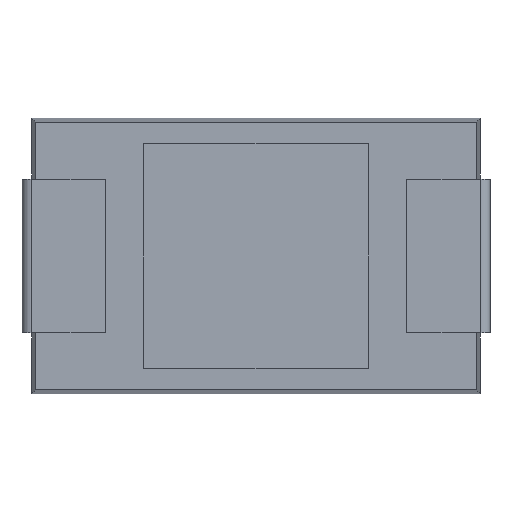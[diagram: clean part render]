
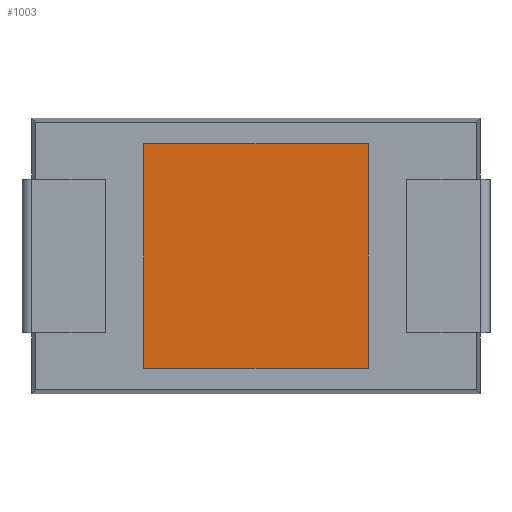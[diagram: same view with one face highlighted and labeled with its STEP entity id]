
A CAD part, front view. The second image highlights one B-rep face of the part: STEP entity #1003.
In plain terms, the highlighted planar face has unit normal (0, -1, 0).
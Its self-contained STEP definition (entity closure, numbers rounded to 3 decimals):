
#14 = CARTESIAN_POINT ( 'NONE',  ( -1.75, 0., -1.75 ) ) ;
#30 = LINE ( 'NONE', #382, #1710 ) ;
#175 = EDGE_CURVE ( 'NONE', #790, #1397, #569, .T. ) ;
#191 = FACE_OUTER_BOUND ( 'NONE', #1690, .T. ) ;
#218 = CARTESIAN_POINT ( 'NONE',  ( 1.75, 0., 1.75 ) ) ;
#226 = CARTESIAN_POINT ( 'NONE',  ( -1.75, 0., 1.75 ) ) ;
#271 = VECTOR ( 'NONE', #468, 1000. ) ;
#278 = LINE ( 'NONE', #977, #2186 ) ;
#279 = ORIENTED_EDGE ( 'NONE', *, *, #1810, .F. ) ;
#327 = ORIENTED_EDGE ( 'NONE', *, *, #175, .F. ) ;
#369 = DIRECTION ( 'NONE',  ( 0., 0., 1. ) ) ;
#382 = CARTESIAN_POINT ( 'NONE',  ( -1.75, 0., 1.75 ) ) ;
#468 = DIRECTION ( 'NONE',  ( -1., 0., 0. ) ) ;
#569 = LINE ( 'NONE', #611, #271 ) ;
#611 = CARTESIAN_POINT ( 'NONE',  ( 1.75, 0., -1.75 ) ) ;
#790 = VERTEX_POINT ( 'NONE', #970 ) ;
#833 = DIRECTION ( 'NONE',  ( 1., 0., 0. ) ) ;
#891 = AXIS2_PLACEMENT_3D ( 'NONE', #1065, #1109, #1591 ) ;
#924 = PLANE ( 'NONE',  #891 ) ;
#936 = VECTOR ( 'NONE', #1128, 1000. ) ;
#970 = CARTESIAN_POINT ( 'NONE',  ( 1.75, 0., -1.75 ) ) ;
#977 = CARTESIAN_POINT ( 'NONE',  ( 1.75, 0., 1.75 ) ) ;
#1003 = ADVANCED_FACE ( 'NONE', ( #191 ), #924, .F. ) ;
#1065 = CARTESIAN_POINT ( 'NONE',  ( 0., 0., 0. ) ) ;
#1069 = VERTEX_POINT ( 'NONE', #226 ) ;
#1109 = DIRECTION ( 'NONE',  ( 0., 1., 0. ) ) ;
#1128 = DIRECTION ( 'NONE',  ( 0., 0., -1. ) ) ;
#1221 = ORIENTED_EDGE ( 'NONE', *, *, #1783, .F. ) ;
#1255 = VERTEX_POINT ( 'NONE', #1707 ) ;
#1397 = VERTEX_POINT ( 'NONE', #14 ) ;
#1452 = EDGE_CURVE ( 'NONE', #1069, #1255, #278, .T. ) ;
#1591 = DIRECTION ( 'NONE',  ( 0., 0., 1. ) ) ;
#1644 = LINE ( 'NONE', #218, #936 ) ;
#1690 = EDGE_LOOP ( 'NONE', ( #279, #327, #1221, #1718 ) ) ;
#1707 = CARTESIAN_POINT ( 'NONE',  ( 1.75, 0., 1.75 ) ) ;
#1710 = VECTOR ( 'NONE', #369, 1000. ) ;
#1718 = ORIENTED_EDGE ( 'NONE', *, *, #1452, .F. ) ;
#1783 = EDGE_CURVE ( 'NONE', #1255, #790, #1644, .T. ) ;
#1810 = EDGE_CURVE ( 'NONE', #1397, #1069, #30, .T. ) ;
#2186 = VECTOR ( 'NONE', #833, 1000. ) ;
